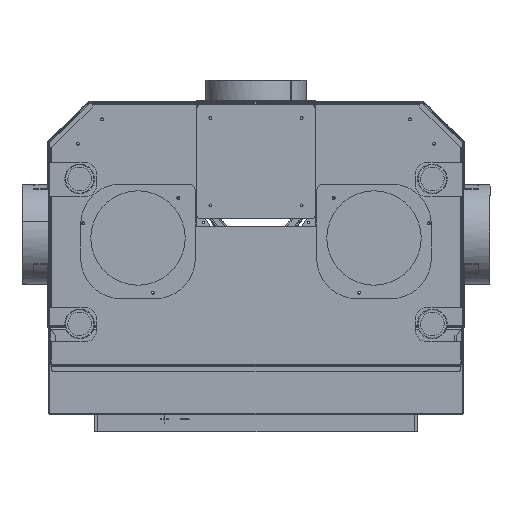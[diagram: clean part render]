
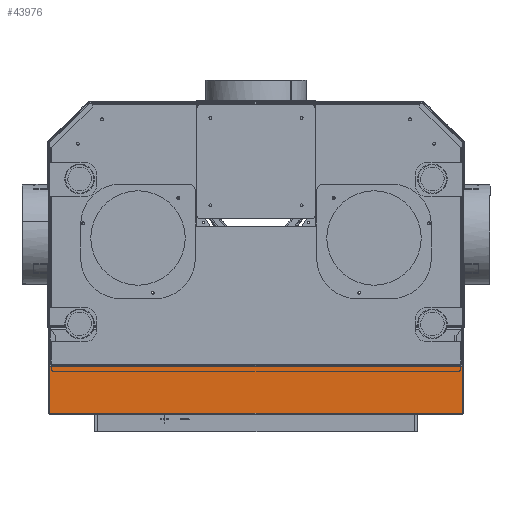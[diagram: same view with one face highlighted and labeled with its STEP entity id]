
A CAD part, front view. The second image highlights one B-rep face of the part: STEP entity #43976.
In plain terms, the highlighted planar face has unit normal (0, -1, 0).
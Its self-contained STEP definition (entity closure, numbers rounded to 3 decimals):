
#3250 = LINE ( 'NONE', #75756, #57057 ) ;
#6540 = FACE_OUTER_BOUND ( 'NONE', #75535, .T. ) ;
#8674 = LINE ( 'NONE', #27994, #89308 ) ;
#8735 = ORIENTED_EDGE ( 'NONE', *, *, #15421, .T. ) ;
#15421 = EDGE_CURVE ( 'NONE', #38759, #84208, #86095, .T. ) ;
#15910 = ORIENTED_EDGE ( 'NONE', *, *, #85627, .T. ) ;
#21970 = AXIS2_PLACEMENT_3D ( 'NONE', #48308, #39426, #39765 ) ;
#23247 = CARTESIAN_POINT ( 'NONE',  ( 305.9, -763., -18. ) ) ;
#24702 = CARTESIAN_POINT ( 'NONE',  ( 305., -763., -16. ) ) ;
#27994 = CARTESIAN_POINT ( 'NONE',  ( 305.9, -763., -87. ) ) ;
#29828 = ORIENTED_EDGE ( 'NONE', *, *, #73006, .T. ) ;
#31345 = VERTEX_POINT ( 'NONE', #80212 ) ;
#32412 = CARTESIAN_POINT ( 'NONE',  ( 305.9, -763., -86. ) ) ;
#32464 = ORIENTED_EDGE ( 'NONE', *, *, #39891, .F. ) ;
#33341 = EDGE_CURVE ( 'NONE', #51332, #46724, #8674, .T. ) ;
#34268 = CARTESIAN_POINT ( 'NONE',  ( -305.9, -763., -18. ) ) ;
#34422 = CIRCLE ( 'NONE', #21970, 2. ) ;
#36317 = AXIS2_PLACEMENT_3D ( 'NONE', #42925, #49731, #57901 ) ;
#37902 = DIRECTION ( 'NONE',  ( 0., -1., 0. ) ) ;
#38576 = CARTESIAN_POINT ( 'NONE',  ( -303.9, -763., -18. ) ) ;
#38759 = VERTEX_POINT ( 'NONE', #87682 ) ;
#39426 = DIRECTION ( 'NONE',  ( 0., -1., 0. ) ) ;
#39765 = DIRECTION ( 'NONE',  ( 0., 0., 1. ) ) ;
#39891 = EDGE_CURVE ( 'NONE', #38759, #84552, #92616, .T. ) ;
#42925 = CARTESIAN_POINT ( 'NONE',  ( 305., -763., -87. ) ) ;
#43976 = ADVANCED_FACE ( 'NONE', ( #6540 ), #48398, .T. ) ;
#46724 = VERTEX_POINT ( 'NONE', #32412 ) ;
#48209 = AXIS2_PLACEMENT_3D ( 'NONE', #38576, #37902, #93212 ) ;
#48308 = CARTESIAN_POINT ( 'NONE',  ( 303.9, -763., -18. ) ) ;
#48398 = PLANE ( 'NONE',  #36317 ) ;
#49731 = DIRECTION ( 'NONE',  ( 0., -1., 0. ) ) ;
#49908 = EDGE_CURVE ( 'NONE', #31345, #84208, #3250, .T. ) ;
#50845 = DIRECTION ( 'NONE',  ( 0., 0., -1. ) ) ;
#51332 = VERTEX_POINT ( 'NONE', #23247 ) ;
#55643 = ORIENTED_EDGE ( 'NONE', *, *, #33341, .F. ) ;
#56637 = CARTESIAN_POINT ( 'NONE',  ( 305., -763., -86. ) ) ;
#57057 = VECTOR ( 'NONE', #90728, 1000. ) ;
#57901 = DIRECTION ( 'NONE',  ( 0., 0., 1. ) ) ;
#60645 = LINE ( 'NONE', #56637, #76593 ) ;
#60862 = VECTOR ( 'NONE', #94955, 1000. ) ;
#63141 = DIRECTION ( 'NONE',  ( 1., 0., 0. ) ) ;
#73006 = EDGE_CURVE ( 'NONE', #31345, #46724, #60645, .T. ) ;
#75535 = EDGE_LOOP ( 'NONE', ( #32464, #8735, #84119, #29828, #55643, #15910 ) ) ;
#75756 = CARTESIAN_POINT ( 'NONE',  ( -305.9, -763., -16. ) ) ;
#76593 = VECTOR ( 'NONE', #63141, 1000. ) ;
#80212 = CARTESIAN_POINT ( 'NONE',  ( -305.9, -763., -86. ) ) ;
#84119 = ORIENTED_EDGE ( 'NONE', *, *, #49908, .F. ) ;
#84208 = VERTEX_POINT ( 'NONE', #34268 ) ;
#84552 = VERTEX_POINT ( 'NONE', #85721 ) ;
#85627 = EDGE_CURVE ( 'NONE', #51332, #84552, #34422, .T. ) ;
#85721 = CARTESIAN_POINT ( 'NONE',  ( 303.9, -763., -16. ) ) ;
#86095 = CIRCLE ( 'NONE', #48209, 2. ) ;
#87682 = CARTESIAN_POINT ( 'NONE',  ( -303.9, -763., -16. ) ) ;
#89308 = VECTOR ( 'NONE', #50845, 1000. ) ;
#90728 = DIRECTION ( 'NONE',  ( 0., 0., 1. ) ) ;
#92616 = LINE ( 'NONE', #24702, #60862 ) ;
#93212 = DIRECTION ( 'NONE',  ( 0., 0., 1. ) ) ;
#94955 = DIRECTION ( 'NONE',  ( 1., 0., 0. ) ) ;
